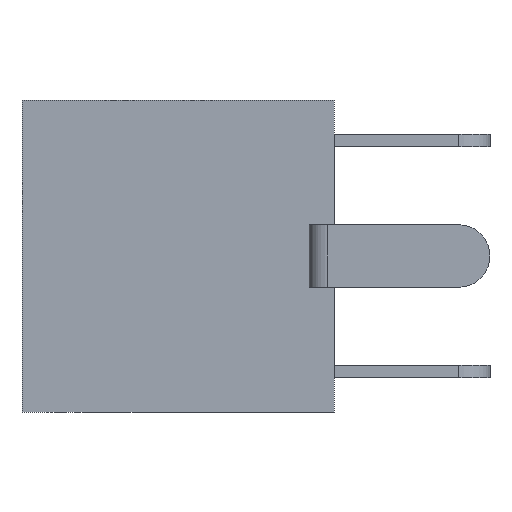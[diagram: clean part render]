
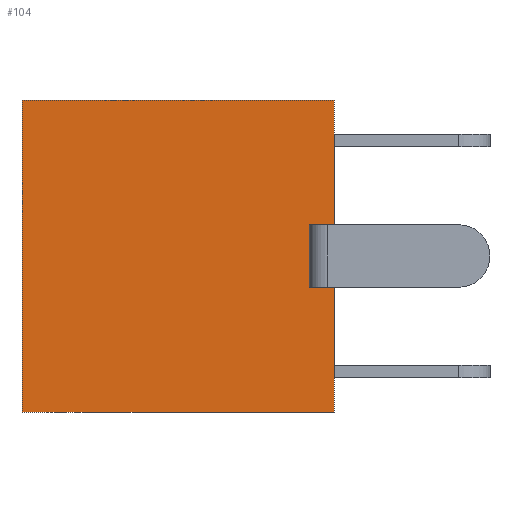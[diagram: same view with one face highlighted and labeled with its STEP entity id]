
A CAD part, left-side view. The second image highlights one B-rep face of the part: STEP entity #104.
In plain terms, the highlighted planar face has unit normal (-1, 0, 0).
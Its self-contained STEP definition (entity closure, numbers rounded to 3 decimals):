
#104=ADVANCED_FACE('NONE',(#225),#226,.F.);
#225=FACE_OUTER_BOUND('',#362,.T.);
#226=PLANE('',#363);
#362=EDGE_LOOP('',(#569,#570,#571,#572));
#363=AXIS2_PLACEMENT_3D('',#573,#574,#575);
#569=ORIENTED_EDGE('',*,*,#830,.T.);
#570=ORIENTED_EDGE('',*,*,#801,.T.);
#571=ORIENTED_EDGE('',*,*,#827,.F.);
#572=ORIENTED_EDGE('',*,*,#833,.F.);
#573=CARTESIAN_POINT('',(-10.8,2.5,2.5));
#574=DIRECTION('',(1.0,-0.0,0.0));
#575=DIRECTION('',(0.0,1.0,0.0));
#801=EDGE_CURVE('NONE',#954,#951,#955,.T.);
#827=EDGE_CURVE('NONE',#992,#951,#993,.T.);
#830=EDGE_CURVE('NONE',#996,#954,#997,.T.);
#833=EDGE_CURVE('NONE',#996,#992,#1000,.T.);
#951=VERTEX_POINT('NONE',#1146);
#954=VERTEX_POINT('NONE',#1150);
#955=LINE('',#1151,#1152);
#992=VERTEX_POINT('NONE',#1202);
#993=LINE('',#1203,#1204);
#996=VERTEX_POINT('NONE',#1208);
#997=LINE('',#1209,#1210);
#1000=LINE('',#1214,#1215);
#1146=CARTESIAN_POINT('',(-10.8,-2.5,2.5));
#1150=CARTESIAN_POINT('',(-10.8,-2.5,-2.5));
#1151=CARTESIAN_POINT('',(-10.8,-2.5,2.5));
#1152=VECTOR('',#1357,1000.0);
#1202=CARTESIAN_POINT('',(-10.8,2.5,2.5));
#1203=CARTESIAN_POINT('',(-10.8,2.5,2.5));
#1204=VECTOR('',#1392,1000.0);
#1208=CARTESIAN_POINT('',(-10.8,2.5,-2.5));
#1209=CARTESIAN_POINT('',(-10.8,2.5,-2.5));
#1210=VECTOR('',#1394,1000.0);
#1214=CARTESIAN_POINT('',(-10.8,2.5,2.5));
#1215=VECTOR('',#1396,1000.0);
#1357=DIRECTION('',(-0.0,-0.0,1.0));
#1392=DIRECTION('',(-0.0,-1.0,-0.0));
#1394=DIRECTION('',(-0.0,-1.0,-0.0));
#1396=DIRECTION('',(-0.0,-0.0,1.0));
